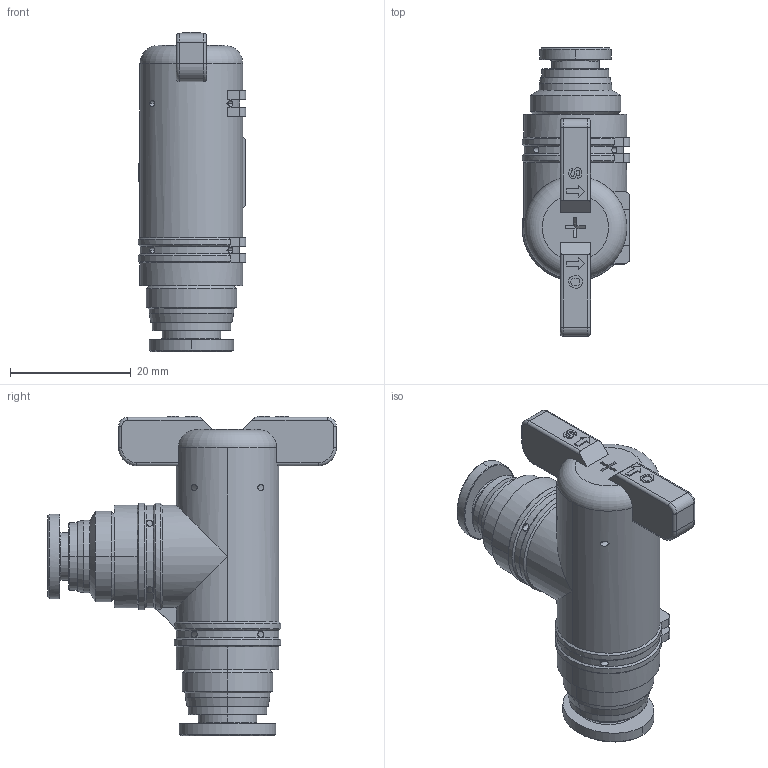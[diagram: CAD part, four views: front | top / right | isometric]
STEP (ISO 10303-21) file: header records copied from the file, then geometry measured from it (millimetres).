
FILE_DESCRIPTION((''),'2;1');
FILE_NAME('BLG200806-mdt.stp','2017-07-24T19:16:39',(''),(''),'Mechanical Desktop 2009','Mechanical Desktop 2009',', , ');
FILE_SCHEMA(('CONFIG_CONTROL_DESIGN'));
Length unit declared in the file: millimetre
Products named in the file (8): BLG200806-MDTA; BLG200806-MDT; BOLT-M3; BC6-20; COLLAR-06C; BC8-20; COLLAR-08C; HA
Assembly tree (10 placements, depth 3):
  BLG200806-MDTA
    BLG200806-MDT
    BOLT-M3
    BC6-20  x3
      COLLAR-06C
    BC8-20  x2
      COLLAR-08C
    HA
Bounding box: 17.8 x 47.75 x 52.85 mm (x, y, z)
Volume: 14742.9 mm3; surface area: 5834.4 mm2
Topology: 1 solids, 3 shells, 399 faces, 1024 edges, 653 vertices
Faces by surface type: plane 226, cylinder 110, cone 34, torus 18, bspline 11
Entity records: 14246 total; most frequent: CARTESIAN_POINT 4421, ORIENTED_EDGE 2044, DIRECTION 1959, EDGE_CURVE 1022, VECTOR 677, LINE 677, VERTEX_POINT 653, AXIS2_PLACEMENT_3D 641
